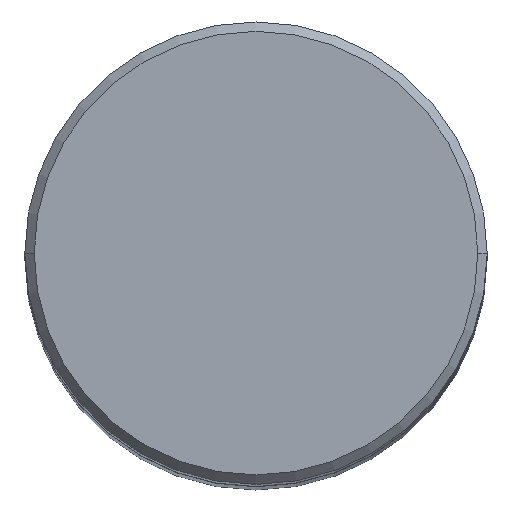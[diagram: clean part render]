
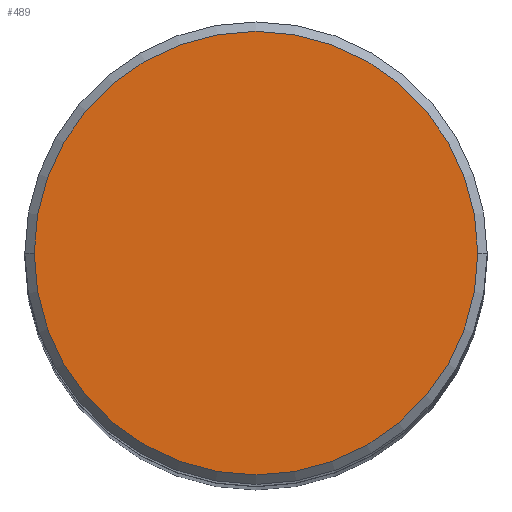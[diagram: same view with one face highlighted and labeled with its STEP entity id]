
A CAD part, top view. The second image highlights one B-rep face of the part: STEP entity #489.
In plain terms, the highlighted planar face has unit normal (0, 0, 1).
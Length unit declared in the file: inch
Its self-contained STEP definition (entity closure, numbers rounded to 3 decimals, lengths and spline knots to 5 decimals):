
#11 = FACE_OUTER_BOUND ( 'NONE', #429, .T. ) ;
#14 = DIRECTION ( 'NONE',  ( 0., 0., -1. ) ) ;
#30 = VERTEX_POINT ( 'NONE', #58 ) ;
#31 = DIRECTION ( 'NONE',  ( 1., 0., 0. ) ) ;
#58 = CARTESIAN_POINT ( 'NONE',  ( 0.47215, 0., 0. ) ) ;
#79 = DIRECTION ( 'NONE',  ( 0., 0., 1. ) ) ;
#91 = CARTESIAN_POINT ( 'NONE',  ( 0., 0.47215, 0. ) ) ;
#109 = AXIS2_PLACEMENT_3D ( 'NONE', #91, #14, #132 ) ;
#114 = ORIENTED_EDGE ( 'NONE', *, *, #197, .T. ) ;
#129 = PLANE ( 'NONE',  #109 ) ;
#132 = DIRECTION ( 'NONE',  ( -1., 0., 0. ) ) ;
#197 = EDGE_CURVE ( 'NONE', #329, #30, #365, .T. ) ;
#230 = DIRECTION ( 'NONE',  ( 0., 0., 1. ) ) ;
#240 = CIRCLE ( 'NONE', #342, 0.47215 ) ;
#279 = CARTESIAN_POINT ( 'NONE',  ( -0.47215, 0., 0. ) ) ;
#297 = EDGE_CURVE ( 'NONE', #30, #329, #240, .T. ) ;
#310 = AXIS2_PLACEMENT_3D ( 'NONE', #420, #230, #31 ) ;
#329 = VERTEX_POINT ( 'NONE', #279 ) ;
#342 = AXIS2_PLACEMENT_3D ( 'NONE', #434, #79, #384 ) ;
#365 = CIRCLE ( 'NONE', #310, 0.47215 ) ;
#384 = DIRECTION ( 'NONE',  ( 1., 0., 0. ) ) ;
#420 = CARTESIAN_POINT ( 'NONE',  ( 0., 0., 0. ) ) ;
#429 = EDGE_LOOP ( 'NONE', ( #114, #502 ) ) ;
#434 = CARTESIAN_POINT ( 'NONE',  ( 0., 0., 0. ) ) ;
#489 = ADVANCED_FACE ( 'NONE', ( #11 ), #129, .F. ) ;
#502 = ORIENTED_EDGE ( 'NONE', *, *, #297, .T. ) ;
